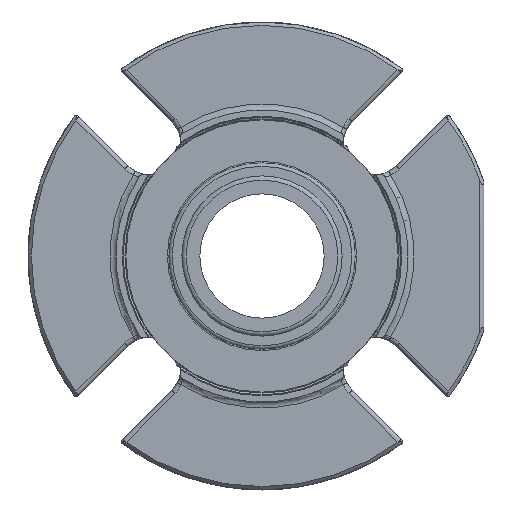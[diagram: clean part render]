
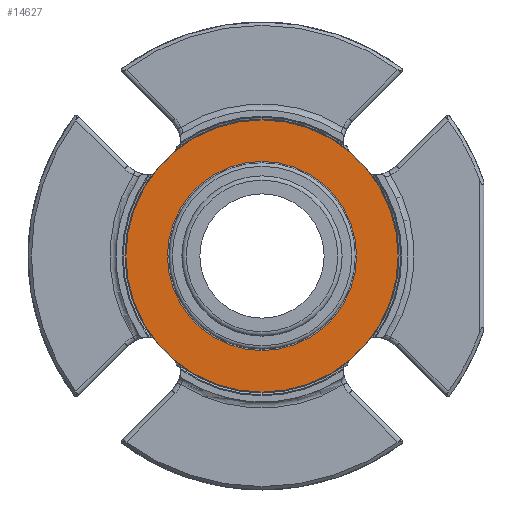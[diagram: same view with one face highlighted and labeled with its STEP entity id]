
A CAD part, left-side view. The second image highlights one B-rep face of the part: STEP entity #14627.
In plain terms, the highlighted planar face has unit normal (-1, 0, 0).
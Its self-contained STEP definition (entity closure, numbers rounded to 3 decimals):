
#1984=PLANE('',#15709);
#4964=ORIENTED_EDGE('',*,*,#6478,.T.);
#4965=ORIENTED_EDGE('',*,*,#6477,.F.);
#6477=EDGE_CURVE('',#7456,#7456,#7978,.F.);
#6478=EDGE_CURVE('',#7457,#7457,#7979,.T.);
#7456=VERTEX_POINT('',#25750);
#7457=VERTEX_POINT('',#25753);
#7978=CIRCLE('',#15708,21.298);
#7979=CIRCLE('',#15710,30.658);
#8705=EDGE_LOOP('',(#4964));
#8706=EDGE_LOOP('',(#4965));
#9440=FACE_BOUND('',#8705,.T.);
#9441=FACE_BOUND('',#8706,.T.);
#14627=ADVANCED_FACE('',(#9440,#9441),#1984,.F.);
#15708=AXIS2_PLACEMENT_3D('',#25749,#18388,#18389);
#15709=AXIS2_PLACEMENT_3D('',#25751,#18390,#18391);
#15710=AXIS2_PLACEMENT_3D('',#25752,#18392,#18393);
#18388=DIRECTION('',(1.,0.,0.));
#18389=DIRECTION('',(0.,1.,0.));
#18390=DIRECTION('',(1.,0.,0.));
#18391=DIRECTION('',(0.,0.,1.));
#18392=DIRECTION('',(-1.,0.,0.));
#18393=DIRECTION('',(0.,0.,-1.));
#25749=CARTESIAN_POINT('',(-0.483,0.,0.));
#25750=CARTESIAN_POINT('',(-0.483,21.298,0.));
#25751=CARTESIAN_POINT('',(-0.483,0.,-30.658));
#25752=CARTESIAN_POINT('',(-0.483,0.,0.));
#25753=CARTESIAN_POINT('',(-0.483,0.,-30.658));
